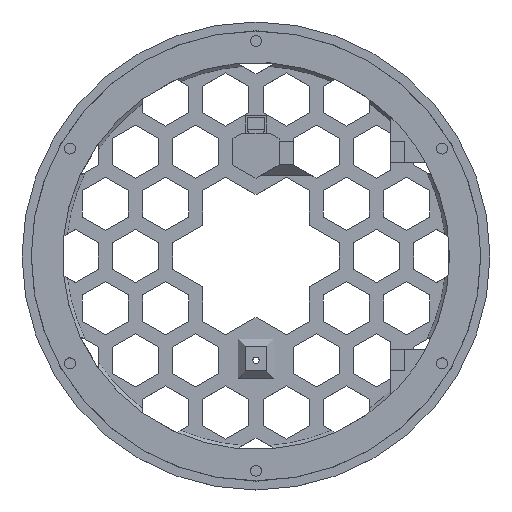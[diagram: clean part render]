
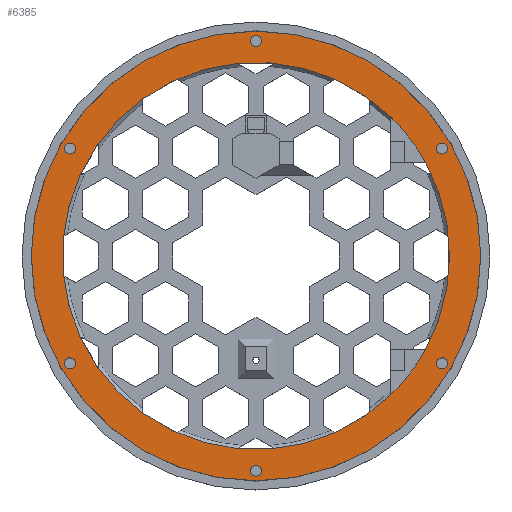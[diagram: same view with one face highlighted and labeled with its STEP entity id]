
A CAD part, top view. The second image highlights one B-rep face of the part: STEP entity #6385.
In plain terms, the highlighted planar face has unit normal (0, 0, 1).
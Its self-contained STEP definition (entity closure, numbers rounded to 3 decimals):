
#38=FACE_BOUND('',#893,.T.);
#39=FACE_BOUND('',#894,.T.);
#40=FACE_BOUND('',#895,.T.);
#41=FACE_BOUND('',#896,.T.);
#42=FACE_BOUND('',#897,.T.);
#43=FACE_BOUND('',#898,.T.);
#44=FACE_BOUND('',#899,.T.);
#124=CIRCLE('',#6419,54.6);
#127=CIRCLE('',#6425,54.6);
#148=CIRCLE('',#6447,54.6);
#149=CIRCLE('',#6450,54.6);
#153=CIRCLE('',#6458,54.6);
#159=CIRCLE('',#6466,54.6);
#160=CIRCLE('',#6468,54.6);
#161=CIRCLE('',#6470,54.6);
#188=CIRCLE('',#6530,63.4);
#232=CIRCLE('',#6813,1.55);
#233=CIRCLE('',#6814,1.55);
#234=CIRCLE('',#6815,1.55);
#235=CIRCLE('',#6816,1.55);
#236=CIRCLE('',#6817,1.55);
#237=CIRCLE('',#6818,1.55);
#564=FACE_OUTER_BOUND('',#892,.T.);
#892=EDGE_LOOP('',(#5555));
#893=EDGE_LOOP('',(#5556));
#894=EDGE_LOOP('',(#5557));
#895=EDGE_LOOP('',(#5558));
#896=EDGE_LOOP('',(#5559));
#897=EDGE_LOOP('',(#5560));
#898=EDGE_LOOP('',(#5561));
#899=EDGE_LOOP('',(#5562,#5563,#5564,#5565,#5566,#5567,#5568,#5569));
#2526=VERTEX_POINT('',#8521);
#2527=VERTEX_POINT('',#8522);
#2534=VERTEX_POINT('',#8544);
#2573=VERTEX_POINT('',#8624);
#2576=VERTEX_POINT('',#8634);
#2577=VERTEX_POINT('',#8635);
#2587=VERTEX_POINT('',#8665);
#2597=VERTEX_POINT('',#8693);
#2850=VERTEX_POINT('',#9280);
#3082=VERTEX_POINT('',#10274);
#3083=VERTEX_POINT('',#10276);
#3084=VERTEX_POINT('',#10278);
#3085=VERTEX_POINT('',#10280);
#3086=VERTEX_POINT('',#10282);
#3087=VERTEX_POINT('',#10284);
#3124=EDGE_CURVE('',#2526,#2527,#124,.F.);
#3136=EDGE_CURVE('',#2534,#2526,#127,.F.);
#3177=EDGE_CURVE('',#2527,#2573,#148,.F.);
#3181=EDGE_CURVE('',#2576,#2577,#149,.F.);
#3197=EDGE_CURVE('',#2587,#2576,#153,.F.);
#3210=EDGE_CURVE('',#2573,#2587,#159,.F.);
#3213=EDGE_CURVE('',#2577,#2597,#160,.F.);
#3214=EDGE_CURVE('',#2597,#2534,#161,.F.);
#3502=EDGE_CURVE('',#2850,#2850,#188,.T.);
#3987=EDGE_CURVE('',#3082,#3082,#232,.T.);
#3988=EDGE_CURVE('',#3083,#3083,#233,.T.);
#3989=EDGE_CURVE('',#3084,#3084,#234,.T.);
#3990=EDGE_CURVE('',#3085,#3085,#235,.T.);
#3991=EDGE_CURVE('',#3086,#3086,#236,.T.);
#3992=EDGE_CURVE('',#3087,#3087,#237,.T.);
#5555=ORIENTED_EDGE('',*,*,#3502,.T.);
#5556=ORIENTED_EDGE('',*,*,#3987,.T.);
#5557=ORIENTED_EDGE('',*,*,#3988,.T.);
#5558=ORIENTED_EDGE('',*,*,#3989,.T.);
#5559=ORIENTED_EDGE('',*,*,#3990,.T.);
#5560=ORIENTED_EDGE('',*,*,#3991,.T.);
#5561=ORIENTED_EDGE('',*,*,#3992,.T.);
#5562=ORIENTED_EDGE('',*,*,#3136,.T.);
#5563=ORIENTED_EDGE('',*,*,#3124,.T.);
#5564=ORIENTED_EDGE('',*,*,#3177,.T.);
#5565=ORIENTED_EDGE('',*,*,#3210,.T.);
#5566=ORIENTED_EDGE('',*,*,#3197,.T.);
#5567=ORIENTED_EDGE('',*,*,#3181,.T.);
#5568=ORIENTED_EDGE('',*,*,#3213,.T.);
#5569=ORIENTED_EDGE('',*,*,#3214,.T.);
#6087=PLANE('',#6812);
#6385=ADVANCED_FACE('',(#564,#38,#39,#40,#41,#42,#43,#44),#6087,.T.);
#6419=AXIS2_PLACEMENT_3D('',#8523,#6886,#6887);
#6425=AXIS2_PLACEMENT_3D('',#8545,#6907,#6908);
#6447=AXIS2_PLACEMENT_3D('',#8626,#6971,#6972);
#6450=AXIS2_PLACEMENT_3D('',#8636,#6980,#6981);
#6458=AXIS2_PLACEMENT_3D('',#8666,#7008,#7009);
#6466=AXIS2_PLACEMENT_3D('',#8690,#7031,#7032);
#6468=AXIS2_PLACEMENT_3D('',#8695,#7037,#7038);
#6470=AXIS2_PLACEMENT_3D('',#8697,#7041,#7042);
#6530=AXIS2_PLACEMENT_3D('',#9281,#7417,#7418);
#6812=AXIS2_PLACEMENT_3D('',#10273,#8403,#8404);
#6813=AXIS2_PLACEMENT_3D('',#10275,#8405,#8406);
#6814=AXIS2_PLACEMENT_3D('',#10277,#8407,#8408);
#6815=AXIS2_PLACEMENT_3D('',#10279,#8409,#8410);
#6816=AXIS2_PLACEMENT_3D('',#10281,#8411,#8412);
#6817=AXIS2_PLACEMENT_3D('',#10283,#8413,#8414);
#6818=AXIS2_PLACEMENT_3D('',#10285,#8415,#8416);
#6886=DIRECTION('center_axis',(0.,0.,1.));
#6887=DIRECTION('ref_axis',(-1.,0.,0.));
#6907=DIRECTION('center_axis',(0.,0.,1.));
#6908=DIRECTION('ref_axis',(-1.,0.,0.));
#6971=DIRECTION('center_axis',(0.,0.,1.));
#6972=DIRECTION('ref_axis',(-1.,0.,0.));
#6980=DIRECTION('center_axis',(0.,0.,1.));
#6981=DIRECTION('ref_axis',(-1.,0.,0.));
#7008=DIRECTION('center_axis',(0.,0.,1.));
#7009=DIRECTION('ref_axis',(-1.,0.,0.));
#7031=DIRECTION('center_axis',(0.,0.,1.));
#7032=DIRECTION('ref_axis',(-1.,0.,0.));
#7037=DIRECTION('center_axis',(0.,0.,1.));
#7038=DIRECTION('ref_axis',(-1.,0.,0.));
#7041=DIRECTION('center_axis',(0.,0.,1.));
#7042=DIRECTION('ref_axis',(-1.,0.,0.));
#7417=DIRECTION('center_axis',(0.,0.,1.));
#7418=DIRECTION('ref_axis',(1.,0.,0.));
#8403=DIRECTION('center_axis',(0.,0.,1.));
#8404=DIRECTION('ref_axis',(1.,0.,0.));
#8405=DIRECTION('center_axis',(0.,0.,-1.));
#8406=DIRECTION('ref_axis',(-1.,0.,0.));
#8407=DIRECTION('center_axis',(0.,0.,-1.));
#8408=DIRECTION('ref_axis',(-1.,0.,0.));
#8409=DIRECTION('center_axis',(0.,0.,-1.));
#8410=DIRECTION('ref_axis',(-1.,0.,0.));
#8411=DIRECTION('center_axis',(0.,0.,-1.));
#8412=DIRECTION('ref_axis',(-1.,0.,0.));
#8413=DIRECTION('center_axis',(0.,0.,-1.));
#8414=DIRECTION('ref_axis',(-1.,0.,0.));
#8415=DIRECTION('center_axis',(0.,0.,-1.));
#8416=DIRECTION('ref_axis',(-1.,0.,0.));
#8521=CARTESIAN_POINT('',(38.,39.207,6.));
#8522=CARTESIAN_POINT('',(43.991,32.342,6.));
#8523=CARTESIAN_POINT('Origin',(0.,0.,6.));
#8544=CARTESIAN_POINT('',(38.,-39.207,6.));
#8545=CARTESIAN_POINT('Origin',(0.,0.,6.));
#8624=CARTESIAN_POINT('',(44.,32.329,6.));
#8626=CARTESIAN_POINT('Origin',(0.,0.,6.));
#8634=CARTESIAN_POINT('',(47.778,-26.428,6.));
#8635=CARTESIAN_POINT('',(44.,-32.329,6.));
#8636=CARTESIAN_POINT('Origin',(0.,0.,6.));
#8665=CARTESIAN_POINT('',(47.825,26.342,6.));
#8666=CARTESIAN_POINT('Origin',(0.,0.,6.));
#8690=CARTESIAN_POINT('Origin',(0.,0.,6.));
#8693=CARTESIAN_POINT('',(43.927,-32.428,6.));
#8695=CARTESIAN_POINT('Origin',(0.,0.,6.));
#8697=CARTESIAN_POINT('Origin',(0.,0.,6.));
#9280=CARTESIAN_POINT('',(-63.4,0.,6.));
#9281=CARTESIAN_POINT('Origin',(0.,0.,6.));
#10273=CARTESIAN_POINT('Origin',(0.,0.,6.));
#10274=CARTESIAN_POINT('',(-1.55,-60.6,6.));
#10275=CARTESIAN_POINT('Origin',(0.,-60.6,6.));
#10276=CARTESIAN_POINT('',(-1.55,60.6,6.));
#10277=CARTESIAN_POINT('Origin',(0.,60.6,6.));
#10278=CARTESIAN_POINT('',(50.931,-30.3,6.));
#10279=CARTESIAN_POINT('Origin',(52.481,-30.3,6.));
#10280=CARTESIAN_POINT('',(-54.031,-30.3,6.));
#10281=CARTESIAN_POINT('Origin',(-52.481,-30.3,6.));
#10282=CARTESIAN_POINT('',(-54.031,30.3,6.));
#10283=CARTESIAN_POINT('Origin',(-52.481,30.3,6.));
#10284=CARTESIAN_POINT('',(50.931,30.3,6.));
#10285=CARTESIAN_POINT('Origin',(52.481,30.3,6.));
